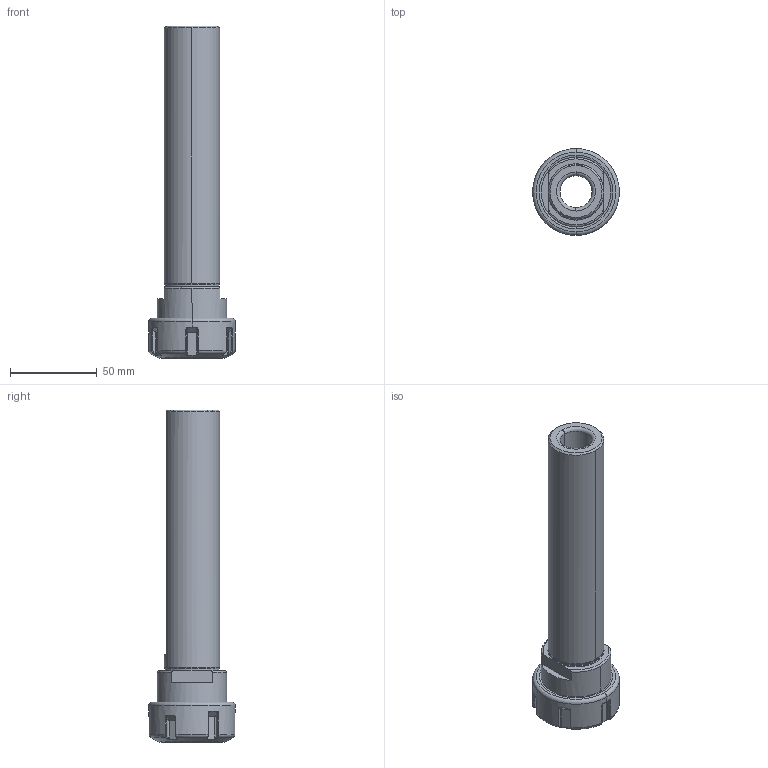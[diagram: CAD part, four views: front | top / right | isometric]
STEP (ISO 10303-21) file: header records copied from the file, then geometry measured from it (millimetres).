
FILE_DESCRIPTION((''),'2;1');
FILE_NAME('120_02_04_20','2020-09-16T',('103090'),(''),'CREO PARAMETRIC BY PTC INC, 2016260','CREO PARAMETRIC BY PTC INC, 2016260','');
FILE_SCHEMA(('CONFIG_CONTROL_DESIGN'));
Length unit declared in the file: millimetre
Products named in the file (1): 120_02_04_20
Bounding box: 49.9 x 49.9 x 191 mm (x, y, z)
Volume: 107850.7 mm3; surface area: 37892.3 mm2
Topology: 1 solids, 1 shells, 217 faces, 525 edges, 314 vertices
Faces by surface type: bspline 60, plane 52, cylinder 50, torus 32, sphere 12, cone 11
Entity records: 9017 total; most frequent: CARTESIAN_POINT 4350, ORIENTED_EDGE 1050, DIRECTION 824, EDGE_CURVE 525, AXIS2_PLACEMENT_3D 317, VERTEX_POINT 314, EDGE_LOOP 223, FACE_OUTER_BOUND 217
